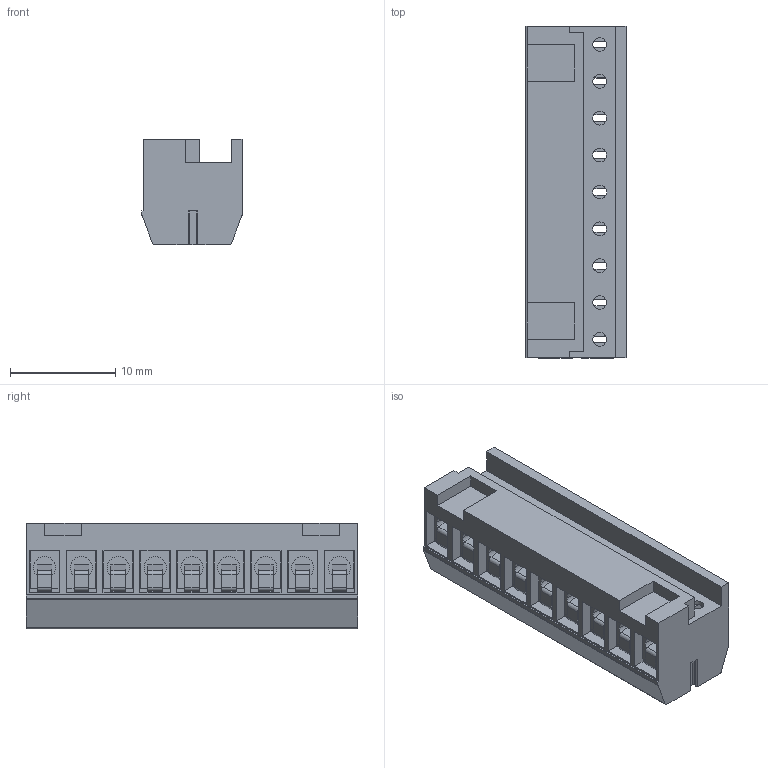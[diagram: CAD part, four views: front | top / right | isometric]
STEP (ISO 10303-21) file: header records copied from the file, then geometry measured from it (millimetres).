
FILE_DESCRIPTION((''),'2;1');
FILE_NAME('0','2024-11-15T14:23:27',('sheji'),(''),'CREO PARAMETRIC BY PTC INC, 2018100','CREO PARAMETRIC BY PTC INC, 2018100','');
FILE_SCHEMA(('CONFIG_CONTROL_DESIGN'));
Length unit declared in the file: millimetre
Products named in the file (1): 0
Bounding box: 9.5 x 31.5 x 10 mm (x, y, z)
Volume: 2194.5 mm3; surface area: 2510.2 mm2
Topology: 1 solids, 1 shells, 559 faces, 1428 edges, 889 vertices
Faces by surface type: plane 331, cylinder 138, cone 36, bspline 27, extrusion 27
Entity records: 17754 total; most frequent: CARTESIAN_POINT 4197, ORIENTED_EDGE 2856, DIRECTION 2696, EDGE_CURVE 1428, VECTOR 990, LINE 963, VERTEX_POINT 889, AXIS2_PLACEMENT_3D 853
